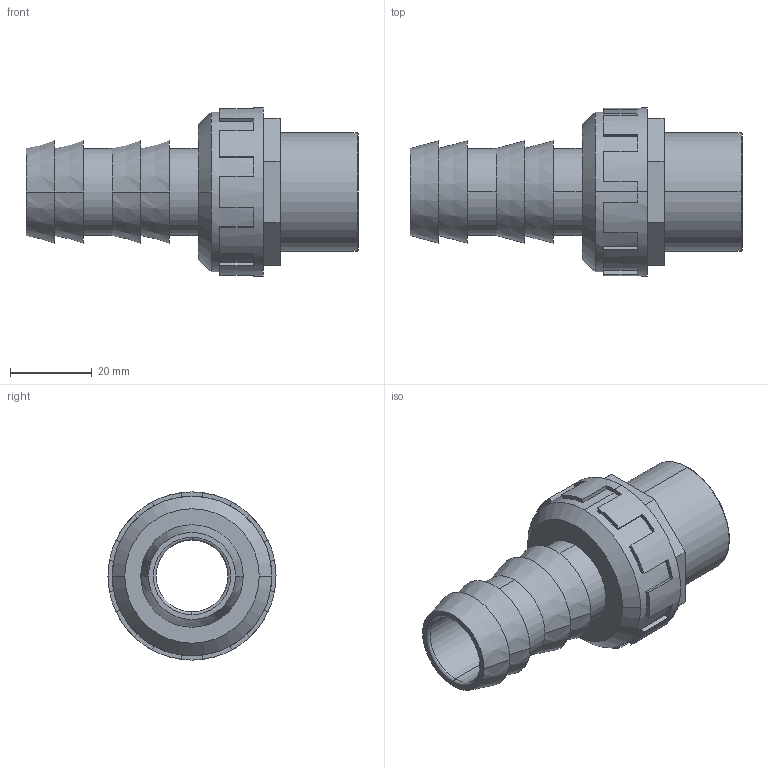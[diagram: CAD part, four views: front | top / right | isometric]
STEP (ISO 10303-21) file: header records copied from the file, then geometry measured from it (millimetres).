
FILE_DESCRIPTION(('STEP AP214'),'1');
FILE_NAME('05_55_425.stp','2018-01-31T09:10:50',('TraceParts'),('TraceParts S.A.'),'Spatial InterOp 3D',' ',' ');
FILE_SCHEMA(('automotive_design'));
Length unit declared in the file: millimetre
Products named in the file (3): 05_55_425_1; 05_55_425_2; 05_55_425_3
Bounding box: 81 x 41 x 41 mm (x, y, z)
Volume: 27168.7 mm3; surface area: 19008.3 mm2
Topology: 3 solids, 3 shells, 111 faces, 276 edges, 182 vertices
Faces by surface type: plane 65, cylinder 28, cone 12, torus 6
Entity records: 3411 total; most frequent: DIRECTION 636, CARTESIAN_POINT 572, ORIENTED_EDGE 552, EDGE_CURVE 276, AXIS2_PLACEMENT_3D 246, VERTEX_POINT 182, LINE 144, VECTOR 144
